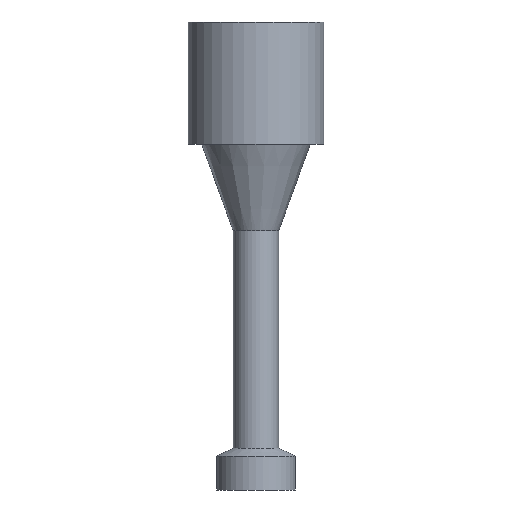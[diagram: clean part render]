
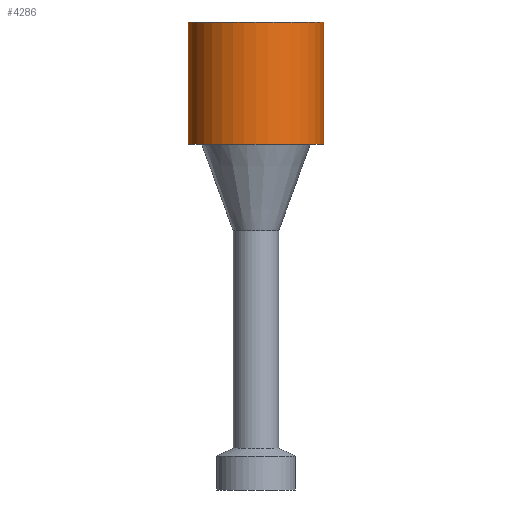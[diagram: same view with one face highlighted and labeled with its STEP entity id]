
A CAD part, front view. The second image highlights one B-rep face of the part: STEP entity #4286.
In plain terms, the highlighted cylindrical face has radius 15.875 mm (diameter 31.75 mm), a full revolution.
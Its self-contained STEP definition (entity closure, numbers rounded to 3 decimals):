
#89=CYLINDRICAL_SURFACE($,#4558,15.875);
#143=CIRCLE($,#4474,15.875);
#186=CIRCLE($,#4559,15.875);
#348=FACE_BOUND($,#910,.T.);
#614=FACE_OUTER_BOUND($,#909,.T.);
#909=EDGE_LOOP($,(#3230));
#910=EDGE_LOOP($,(#3231));
#1879=VERTEX_POINT($,#6740);
#1922=VERTEX_POINT($,#6868);
#2363=EDGE_CURVE($,#1879,#1879,#143,.T.);
#2406=EDGE_CURVE($,#1922,#1922,#186,.T.);
#3230=ORIENTED_EDGE($,*,*,#2363,.T.);
#3231=ORIENTED_EDGE($,*,*,#2406,.F.);
#4286=ADVANCED_FACE($,(#614,#348),#89,.T.);
#4474=AXIS2_PLACEMENT_3D($,#6741,#5071,#5072);
#4558=AXIS2_PLACEMENT_3D($,#6867,#5239,#5240);
#4559=AXIS2_PLACEMENT_3D($,#6869,#5241,#5242);
#5071=DIRECTION('center_axis',(0.,0.,-1.));
#5072=DIRECTION('ref_axis',(-1.,0.,0.));
#5239=DIRECTION('center_axis',(0.,0.,-1.));
#5240=DIRECTION('ref_axis',(-1.,0.,0.));
#5241=DIRECTION('center_axis',(0.,0.,-1.));
#5242=DIRECTION('ref_axis',(-1.,0.,0.));
#6740=CARTESIAN_POINT('',(-15.875,-14.481,-4.751));
#6741=CARTESIAN_POINT('Origin',(0.,-14.481,-4.751));
#6867=CARTESIAN_POINT('Origin',(0.,-14.481,-50.072));
#6868=CARTESIAN_POINT('',(-15.875,-14.481,-33.326));
#6869=CARTESIAN_POINT('Origin',(0.,-14.481,-33.326));
